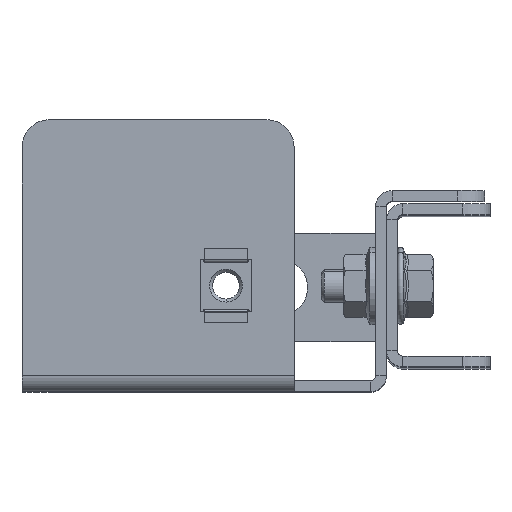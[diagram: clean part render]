
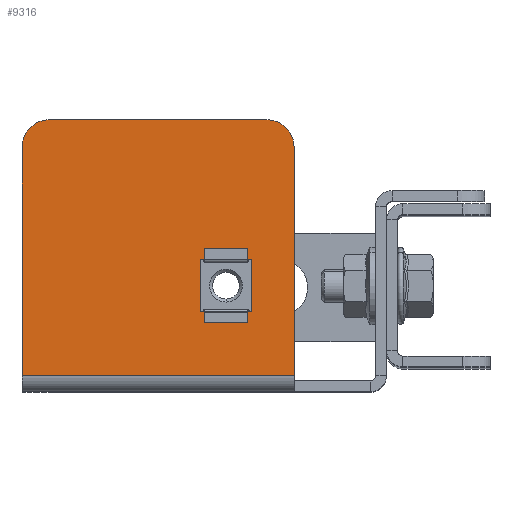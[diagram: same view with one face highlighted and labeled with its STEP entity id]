
A CAD part, top view. The second image highlights one B-rep face of the part: STEP entity #9316.
In plain terms, the highlighted face is planar.
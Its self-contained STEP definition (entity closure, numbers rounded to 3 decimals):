
#44 = ORIENTED_EDGE ( 'NONE', *, *, #6920, .T. ) ;
#120 = EDGE_CURVE ( 'NONE', #5638, #1159, #6273, .T. ) ;
#174 = AXIS2_PLACEMENT_3D ( 'NONE', #7739, #3168, #8564 ) ;
#401 = ORIENTED_EDGE ( 'NONE', *, *, #2247, .T. ) ;
#670 = DIRECTION ( 'NONE',  ( 1., 0., 0. ) ) ;
#1159 = VERTEX_POINT ( 'NONE', #8076 ) ;
#1511 = LINE ( 'NONE', #6185, #3663 ) ;
#1649 = EDGE_CURVE ( 'NONE', #6018, #9784, #3283, .T. ) ;
#1795 = DIRECTION ( 'NONE',  ( 0., 1., 0. ) ) ;
#1807 = LINE ( 'NONE', #5811, #6772 ) ;
#1855 = AXIS2_PLACEMENT_3D ( 'NONE', #3916, #9331, #670 ) ;
#1931 = ORIENTED_EDGE ( 'NONE', *, *, #120, .T. ) ;
#2081 = VECTOR ( 'NONE', #2624, 1000. ) ;
#2207 = EDGE_CURVE ( 'NONE', #6011, #8684, #6239, .T. ) ;
#2247 = EDGE_CURVE ( 'NONE', #3017, #3979, #6388, .T. ) ;
#2252 = CARTESIAN_POINT ( 'NONE',  ( -4.75, 22.75, -28. ) ) ;
#2277 = LINE ( 'NONE', #2373, #6765 ) ;
#2305 = ORIENTED_EDGE ( 'NONE', *, *, #5653, .F. ) ;
#2373 = CARTESIAN_POINT ( 'NONE',  ( 4.75, 32.25, -28. ) ) ;
#2510 = ORIENTED_EDGE ( 'NONE', *, *, #8861, .F. ) ;
#2518 = CARTESIAN_POINT ( 'NONE',  ( 16.5, 65., -28. ) ) ;
#2581 = CARTESIAN_POINT ( 'NONE',  ( 16.5, 65., -28. ) ) ;
#2624 = DIRECTION ( 'NONE',  ( 1., 0., 0. ) ) ;
#2674 = CARTESIAN_POINT ( 'NONE',  ( -4.75, 32.25, -28. ) ) ;
#2704 = VECTOR ( 'NONE', #3919, 1000. ) ;
#3002 = ORIENTED_EDGE ( 'NONE', *, *, #4787, .F. ) ;
#3017 = VERTEX_POINT ( 'NONE', #8931 ) ;
#3125 = VECTOR ( 'NONE', #1795, 1000. ) ;
#3168 = DIRECTION ( 'NONE',  ( 0., 0., -1. ) ) ;
#3178 = VECTOR ( 'NONE', #7125, 1000. ) ;
#3283 = LINE ( 'NONE', #9689, #2081 ) ;
#3663 = VECTOR ( 'NONE', #9340, 1000. ) ;
#3720 = CARTESIAN_POINT ( 'NONE',  ( -25.5, 60., -28. ) ) ;
#3916 = CARTESIAN_POINT ( 'NONE',  ( 0., 0., -28. ) ) ;
#3919 = DIRECTION ( 'NONE',  ( 0., 1., 0. ) ) ;
#3979 = VERTEX_POINT ( 'NONE', #8522 ) ;
#4225 = VERTEX_POINT ( 'NONE', #5632 ) ;
#4598 = CIRCLE ( 'NONE', #174, 5. ) ;
#4735 = FACE_BOUND ( 'NONE', #6076, .T. ) ;
#4787 = EDGE_CURVE ( 'NONE', #3017, #9784, #8177, .T. ) ;
#5091 = ORIENTED_EDGE ( 'NONE', *, *, #1649, .T. ) ;
#5625 = DIRECTION ( 'NONE',  ( -1., 0., 0. ) ) ;
#5632 = CARTESIAN_POINT ( 'NONE',  ( 4.75, 22.75, -28. ) ) ;
#5638 = VERTEX_POINT ( 'NONE', #9703 ) ;
#5653 = EDGE_CURVE ( 'NONE', #8684, #5828, #1807, .T. ) ;
#5811 = CARTESIAN_POINT ( 'NONE',  ( 4.75, 32.25, -28. ) ) ;
#5828 = VERTEX_POINT ( 'NONE', #8683 ) ;
#6011 = VERTEX_POINT ( 'NONE', #2252 ) ;
#6018 = VERTEX_POINT ( 'NONE', #6914 ) ;
#6076 = EDGE_LOOP ( 'NONE', ( #2510, #6835, #2305, #7240 ) ) ;
#6105 = EDGE_CURVE ( 'NONE', #3979, #5638, #4598, .T. ) ;
#6185 = CARTESIAN_POINT ( 'NONE',  ( 4.75, 22.75, -28. ) ) ;
#6211 = EDGE_LOOP ( 'NONE', ( #401, #7135, #1931, #44, #5091, #3002 ) ) ;
#6239 = LINE ( 'NONE', #10135, #3178 ) ;
#6243 = AXIS2_PLACEMENT_3D ( 'NONE', #3720, #9814, #10010 ) ;
#6273 = LINE ( 'NONE', #9231, #2704 ) ;
#6388 = LINE ( 'NONE', #9558, #8930 ) ;
#6488 = DIRECTION ( 'NONE',  ( 1., 0., 0. ) ) ;
#6765 = VECTOR ( 'NONE', #10106, 1000. ) ;
#6772 = VECTOR ( 'NONE', #6488, 1000. ) ;
#6835 = ORIENTED_EDGE ( 'NONE', *, *, #7039, .F. ) ;
#6914 = CARTESIAN_POINT ( 'NONE',  ( -25.5, 65., -28. ) ) ;
#6920 = EDGE_CURVE ( 'NONE', #1159, #6018, #8572, .T. ) ;
#7039 = EDGE_CURVE ( 'NONE', #5828, #4225, #2277, .T. ) ;
#7125 = DIRECTION ( 'NONE',  ( 0., 1., 0. ) ) ;
#7135 = ORIENTED_EDGE ( 'NONE', *, *, #6105, .T. ) ;
#7240 = ORIENTED_EDGE ( 'NONE', *, *, #2207, .F. ) ;
#7719 = PLANE ( 'NONE',  #1855 ) ;
#7739 = CARTESIAN_POINT ( 'NONE',  ( -25.5, 20., -28. ) ) ;
#8076 = CARTESIAN_POINT ( 'NONE',  ( -30.5, 60., -28. ) ) ;
#8177 = LINE ( 'NONE', #2581, #3125 ) ;
#8522 = CARTESIAN_POINT ( 'NONE',  ( -25.5, 15., -28. ) ) ;
#8564 = DIRECTION ( 'NONE',  ( 1., 0., 0. ) ) ;
#8572 = CIRCLE ( 'NONE', #6243, 5. ) ;
#8596 = FACE_OUTER_BOUND ( 'NONE', #6211, .T. ) ;
#8683 = CARTESIAN_POINT ( 'NONE',  ( 4.75, 32.25, -28. ) ) ;
#8684 = VERTEX_POINT ( 'NONE', #2674 ) ;
#8861 = EDGE_CURVE ( 'NONE', #4225, #6011, #1511, .T. ) ;
#8930 = VECTOR ( 'NONE', #5625, 1000. ) ;
#8931 = CARTESIAN_POINT ( 'NONE',  ( 16.5, 15., -28. ) ) ;
#9231 = CARTESIAN_POINT ( 'NONE',  ( -30.5, 0., -28. ) ) ;
#9316 = ADVANCED_FACE ( 'NONE', ( #4735, #8596 ), #7719, .F. ) ;
#9331 = DIRECTION ( 'NONE',  ( 0., 0., 1. ) ) ;
#9340 = DIRECTION ( 'NONE',  ( -1., 0., 0. ) ) ;
#9558 = CARTESIAN_POINT ( 'NONE',  ( 0., 15., -28. ) ) ;
#9689 = CARTESIAN_POINT ( 'NONE',  ( 0., 65., -28. ) ) ;
#9703 = CARTESIAN_POINT ( 'NONE',  ( -30.5, 20., -28. ) ) ;
#9784 = VERTEX_POINT ( 'NONE', #2518 ) ;
#9814 = DIRECTION ( 'NONE',  ( 0., 0., -1. ) ) ;
#10010 = DIRECTION ( 'NONE',  ( 1., 0., 0. ) ) ;
#10106 = DIRECTION ( 'NONE',  ( 0., -1., 0. ) ) ;
#10135 = CARTESIAN_POINT ( 'NONE',  ( -4.75, 32.25, -28. ) ) ;
